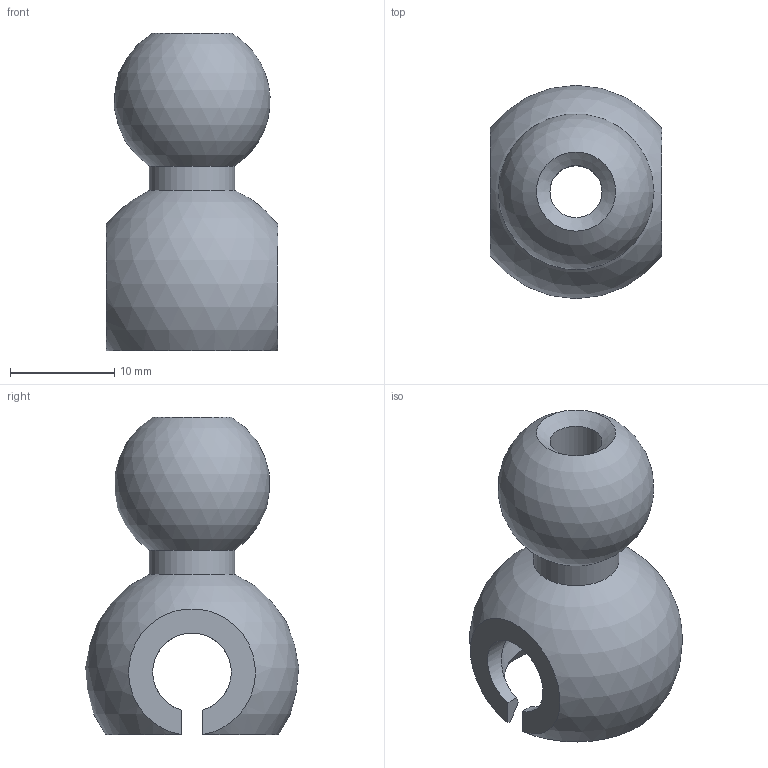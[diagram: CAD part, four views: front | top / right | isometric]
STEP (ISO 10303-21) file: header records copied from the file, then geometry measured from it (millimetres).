
FILE_DESCRIPTION(/* description */ (''),/* implementation_level */ '2;1');
FILE_NAME(/* name */ 'Ball_Socket.step',/* time_stamp */ '2017-09-17T12:00:14-06:00',/* author */ (''),/* organization */ (''),/* preprocessor_version */ 'ST-DEVELOPER v16.13',/* originating_system */ 'Autodesk Translation Framework v6.1.1.50',/* authorisation */ '');
FILE_SCHEMA (('AUTOMOTIVE_DESIGN { 1 0 10303 214 3 1 1 }'));
Length unit declared in the file: millimetre
Products named in the file (1): Ball Socket v5
Bounding box: 16.5 x 20.48 x 30.47 mm (x, y, z)
Volume: 3412.1 mm3; surface area: 2402.4 mm2
Topology: 1 solids, 1 shells, 20 faces, 48 edges, 28 vertices
Faces by surface type: plane 8, cylinder 4, cone 4, sphere 4
Full cylindrical faces by diameter (mm): 5 x1, 8.2 x1
Entity records: 630 total; most frequent: CARTESIAN_POINT 159, DIRECTION 104, ORIENTED_EDGE 82, AXIS2_PLACEMENT_3D 46, EDGE_CURVE 41, VERTEX_POINT 27, EDGE_LOOP 26, CIRCLE 25
